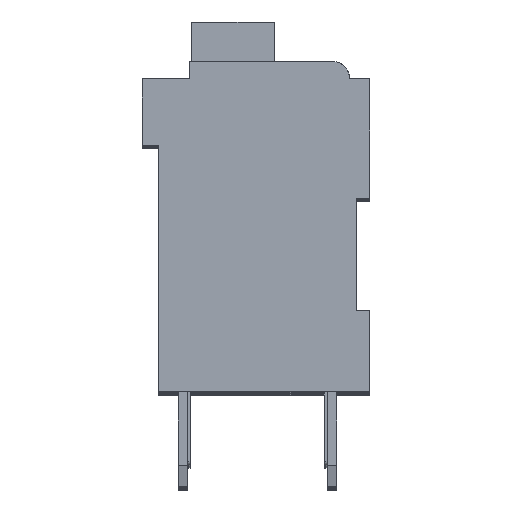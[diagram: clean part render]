
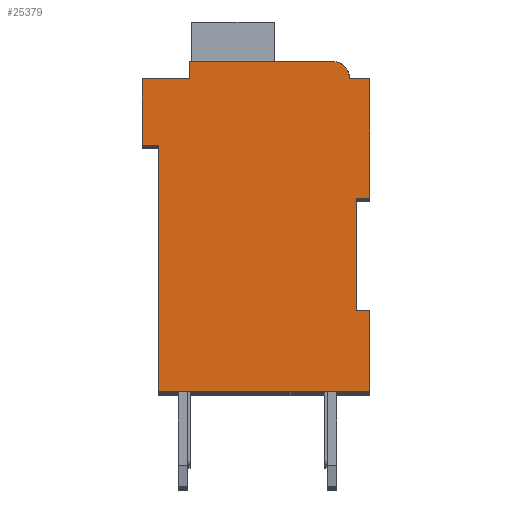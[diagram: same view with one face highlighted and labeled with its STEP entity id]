
A CAD part, top view. The second image highlights one B-rep face of the part: STEP entity #25379.
In plain terms, the highlighted planar face has unit normal (0, 0, 1).
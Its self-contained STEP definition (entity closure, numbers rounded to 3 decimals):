
#4076=DIRECTION('',(1.,0.,0.));
#4077=VECTOR('',#4076,0.5);
#4078=CARTESIAN_POINT('',(7.3,7.15,2.1));
#4079=LINE('',#4078,#4077);
#4080=DIRECTION('',(0.,1.,0.));
#4081=VECTOR('',#4080,4.15);
#4082=CARTESIAN_POINT('',(7.3,3.,2.1));
#4083=LINE('',#4082,#4081);
#4084=DIRECTION('',(-1.,0.,0.));
#4085=VECTOR('',#4084,0.5);
#4086=CARTESIAN_POINT('',(7.8,3.,2.1));
#4087=LINE('',#4086,#4085);
#4088=DIRECTION('',(0.,1.,0.));
#4089=VECTOR('',#4088,3.);
#4090=CARTESIAN_POINT('',(7.8,0.,2.1));
#4091=LINE('',#4090,#4089);
#4092=DIRECTION('',(1.,0.,0.));
#4093=VECTOR('',#4092,7.8);
#4094=CARTESIAN_POINT('',(0.,0.,2.1));
#4095=LINE('',#4094,#4093);
#4096=DIRECTION('',(0.,-1.,0.));
#4097=VECTOR('',#4096,9.1);
#4098=CARTESIAN_POINT('',(0.,9.1,2.1));
#4099=LINE('',#4098,#4097);
#4100=DIRECTION('',(1.,0.,0.));
#4101=VECTOR('',#4100,0.6);
#4102=CARTESIAN_POINT('',(-0.6,9.1,2.1));
#4103=LINE('',#4102,#4101);
#4104=DIRECTION('',(0.,-1.,0.));
#4105=VECTOR('',#4104,2.45);
#4106=CARTESIAN_POINT('',(-0.6,11.55,2.1));
#4107=LINE('',#4106,#4105);
#4108=DIRECTION('',(-1.,0.,0.));
#4109=VECTOR('',#4108,1.75);
#4110=CARTESIAN_POINT('',(1.15,11.55,2.1));
#4111=LINE('',#4110,#4109);
#4112=DIRECTION('',(0.,-1.,0.));
#4113=VECTOR('',#4112,0.65);
#4114=CARTESIAN_POINT('',(1.15,12.2,2.1));
#4115=LINE('',#4114,#4113);
#4116=DIRECTION('',(-1.,0.,0.));
#4117=VECTOR('',#4116,5.25);
#4118=CARTESIAN_POINT('',(6.4,12.2,2.1));
#4119=LINE('',#4118,#4117);
#4120=CARTESIAN_POINT('',(6.4,11.55,2.1));
#4121=DIRECTION('',(0.,0.,1.));
#4122=DIRECTION('',(1.,0.,0.));
#4123=AXIS2_PLACEMENT_3D('',#4120,#4121,#4122);
#4125=DIRECTION('',(-1.,0.,0.));
#4126=VECTOR('',#4125,0.75);
#4127=CARTESIAN_POINT('',(7.8,11.55,2.1));
#4128=LINE('',#4127,#4126);
#4129=DIRECTION('',(0.,1.,0.));
#4130=VECTOR('',#4129,4.4);
#4131=CARTESIAN_POINT('',(7.8,7.15,2.1));
#4132=LINE('',#4131,#4130);
#16699=CARTESIAN_POINT('',(7.3,7.15,2.1));
#16700=CARTESIAN_POINT('',(7.8,7.15,2.1));
#16701=VERTEX_POINT('',#16699);
#16702=VERTEX_POINT('',#16700);
#16703=CARTESIAN_POINT('',(7.8,11.55,2.1));
#16704=VERTEX_POINT('',#16703);
#16705=CARTESIAN_POINT('',(7.05,11.55,2.1));
#16706=VERTEX_POINT('',#16705);
#16707=CARTESIAN_POINT('',(6.4,12.2,2.1));
#16708=VERTEX_POINT('',#16707);
#16709=CARTESIAN_POINT('',(1.15,12.2,2.1));
#16710=VERTEX_POINT('',#16709);
#16711=CARTESIAN_POINT('',(1.15,11.55,2.1));
#16712=VERTEX_POINT('',#16711);
#16713=CARTESIAN_POINT('',(-0.6,11.55,2.1));
#16714=VERTEX_POINT('',#16713);
#16715=CARTESIAN_POINT('',(-0.6,9.1,2.1));
#16716=VERTEX_POINT('',#16715);
#16717=CARTESIAN_POINT('',(0.,9.1,2.1));
#16718=VERTEX_POINT('',#16717);
#16719=CARTESIAN_POINT('',(0.,0.,2.1));
#16720=VERTEX_POINT('',#16719);
#16721=CARTESIAN_POINT('',(7.8,0.,2.1));
#16722=VERTEX_POINT('',#16721);
#16723=CARTESIAN_POINT('',(7.8,3.,2.1));
#16724=VERTEX_POINT('',#16723);
#16725=CARTESIAN_POINT('',(7.3,3.,2.1));
#16726=VERTEX_POINT('',#16725);
#25355=CARTESIAN_POINT('',(0.,0.,2.1));
#25356=DIRECTION('',(0.,0.,1.));
#25357=DIRECTION('',(1.,0.,0.));
#25358=AXIS2_PLACEMENT_3D('',#25355,#25356,#25357);
#25359=PLANE('',#25358);
#25360=ORIENTED_EDGE('',*,*,#21956,.F.);
#25361=ORIENTED_EDGE('',*,*,#22793,.F.);
#25363=ORIENTED_EDGE('',*,*,#25362,.F.);
#25365=ORIENTED_EDGE('',*,*,#25364,.F.);
#25367=ORIENTED_EDGE('',*,*,#25366,.F.);
#25368=ORIENTED_EDGE('',*,*,#23090,.F.);
#25369=ORIENTED_EDGE('',*,*,#23258,.F.);
#25370=ORIENTED_EDGE('',*,*,#23562,.F.);
#25371=ORIENTED_EDGE('',*,*,#23871,.F.);
#25372=ORIENTED_EDGE('',*,*,#23940,.F.);
#25373=ORIENTED_EDGE('',*,*,#24392,.F.);
#25374=ORIENTED_EDGE('',*,*,#25073,.F.);
#25375=ORIENTED_EDGE('',*,*,#24905,.F.);
#25376=ORIENTED_EDGE('',*,*,#22409,.F.);
#25377=EDGE_LOOP('',(#25360,#25361,#25363,#25365,#25367,#25368,#25369,#25370,
#25371,#25372,#25373,#25374,#25375,#25376));
#25378=FACE_OUTER_BOUND('',#25377,.F.);
#4124=CIRCLE('',#4123,0.65);
#21956=EDGE_CURVE('',#16701,#16702,#4079,.T.);
#22409=EDGE_CURVE('',#16702,#16704,#4132,.T.);
#22793=EDGE_CURVE('',#16726,#16701,#4083,.T.);
#23090=EDGE_CURVE('',#16718,#16720,#4099,.T.);
#23258=EDGE_CURVE('',#16716,#16718,#4103,.T.);
#23562=EDGE_CURVE('',#16714,#16716,#4107,.T.);
#23871=EDGE_CURVE('',#16712,#16714,#4111,.T.);
#23940=EDGE_CURVE('',#16710,#16712,#4115,.T.);
#24392=EDGE_CURVE('',#16708,#16710,#4119,.T.);
#24905=EDGE_CURVE('',#16704,#16706,#4128,.T.);
#25073=EDGE_CURVE('',#16706,#16708,#4124,.T.);
#25362=EDGE_CURVE('',#16724,#16726,#4087,.T.);
#25364=EDGE_CURVE('',#16722,#16724,#4091,.T.);
#25366=EDGE_CURVE('',#16720,#16722,#4095,.T.);
#25379=ADVANCED_FACE('',(#25378),#25359,.T.);
